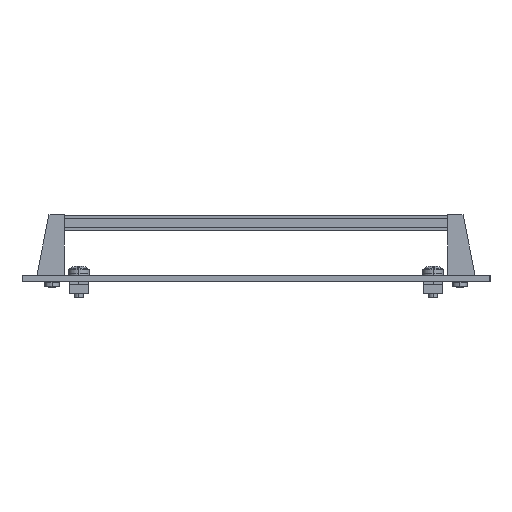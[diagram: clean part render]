
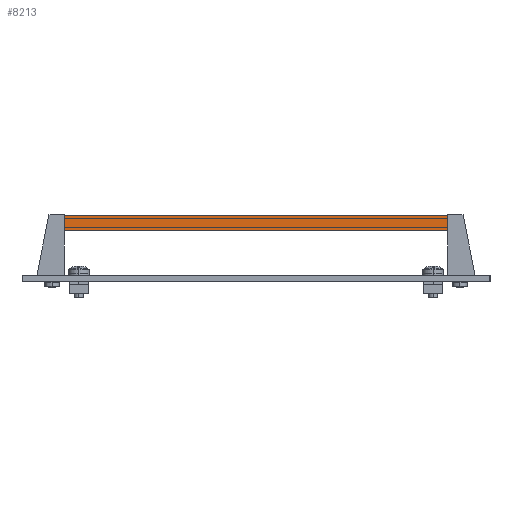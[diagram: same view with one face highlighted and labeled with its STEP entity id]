
A CAD part, left-side view. The second image highlights one B-rep face of the part: STEP entity #8213.
In plain terms, the highlighted planar face has unit normal (-1, 0, 0).
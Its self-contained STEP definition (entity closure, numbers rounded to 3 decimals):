
#820 = VERTEX_POINT ( 'NONE', #13060 ) ;
#1170 = CARTESIAN_POINT ( 'NONE',  ( -215.9, -141.109, 39.5 ) ) ;
#1299 = CARTESIAN_POINT ( 'NONE',  ( -215.9, -141.109, 29.7 ) ) ;
#1605 = EDGE_CURVE ( 'NONE', #4362, #820, #2560, .T. ) ;
#2560 = LINE ( 'NONE', #5107, #5075 ) ;
#3108 = AXIS2_PLACEMENT_3D ( 'NONE', #1170, #9097, #9171 ) ;
#4362 = VERTEX_POINT ( 'NONE', #9122 ) ;
#5075 = VECTOR ( 'NONE', #11646, 1000. ) ;
#5107 = CARTESIAN_POINT ( 'NONE',  ( -215.9, 127.25, 39.5 ) ) ;
#5963 = ORIENTED_EDGE ( 'NONE', *, *, #12155, .F. ) ;
#6251 = VERTEX_POINT ( 'NONE', #16132 ) ;
#6275 = FACE_OUTER_BOUND ( 'NONE', #9390, .T. ) ;
#6497 = LINE ( 'NONE', #7602, #16644 ) ;
#7515 = CARTESIAN_POINT ( 'NONE',  ( -215.9, -127.25, 29.7 ) ) ;
#7602 = CARTESIAN_POINT ( 'NONE',  ( -215.9, -127.25, 39.5 ) ) ;
#7680 = VECTOR ( 'NONE', #8719, 1000. ) ;
#7881 = PLANE ( 'NONE',  #3108 ) ;
#8213 = ADVANCED_FACE ( 'NONE', ( #6275 ), #7881, .F. ) ;
#8719 = DIRECTION ( 'NONE',  ( 0., 1., 0. ) ) ;
#9097 = DIRECTION ( 'NONE',  ( 1., 0., 0. ) ) ;
#9122 = CARTESIAN_POINT ( 'NONE',  ( -215.9, 127.25, 39.5 ) ) ;
#9171 = DIRECTION ( 'NONE',  ( 0., 0., -1. ) ) ;
#9390 = EDGE_LOOP ( 'NONE', ( #5963, #13454, #13965, #13332 ) ) ;
#9994 = CARTESIAN_POINT ( 'NONE',  ( -215.9, -141.109, 39.5 ) ) ;
#11161 = VERTEX_POINT ( 'NONE', #7515 ) ;
#11326 = DIRECTION ( 'NONE',  ( 0., 1., 0. ) ) ;
#11481 = EDGE_CURVE ( 'NONE', #11161, #820, #11575, .T. ) ;
#11575 = LINE ( 'NONE', #1299, #13348 ) ;
#11646 = DIRECTION ( 'NONE',  ( 0., 0., -1. ) ) ;
#12037 = EDGE_CURVE ( 'NONE', #6251, #4362, #15264, .T. ) ;
#12155 = EDGE_CURVE ( 'NONE', #6251, #11161, #6497, .T. ) ;
#13060 = CARTESIAN_POINT ( 'NONE',  ( -215.9, 127.25, 29.7 ) ) ;
#13332 = ORIENTED_EDGE ( 'NONE', *, *, #11481, .F. ) ;
#13348 = VECTOR ( 'NONE', #11326, 1000. ) ;
#13454 = ORIENTED_EDGE ( 'NONE', *, *, #12037, .T. ) ;
#13965 = ORIENTED_EDGE ( 'NONE', *, *, #1605, .T. ) ;
#14393 = DIRECTION ( 'NONE',  ( 0., 0., -1. ) ) ;
#15264 = LINE ( 'NONE', #9994, #7680 ) ;
#16132 = CARTESIAN_POINT ( 'NONE',  ( -215.9, -127.25, 39.5 ) ) ;
#16644 = VECTOR ( 'NONE', #14393, 1000. ) ;
